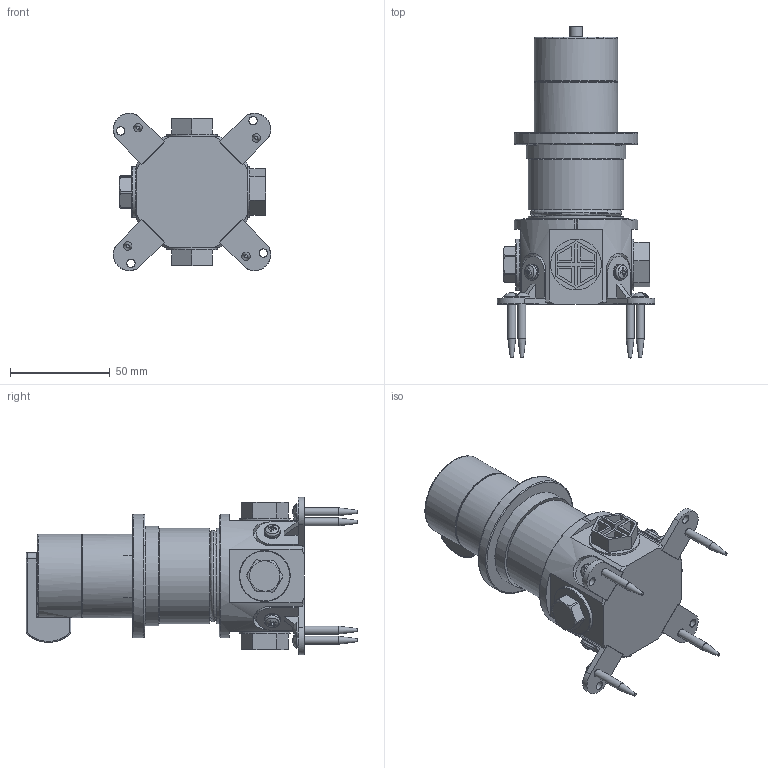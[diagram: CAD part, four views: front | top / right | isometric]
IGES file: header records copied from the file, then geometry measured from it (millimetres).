
Global section: file name: V168-T; native system: Autodesk Inventor 2018; preprocessor: unknown; author: adaniels; date: 20190708.093112; units: millimetre
Bounding box: 78.93 x 166.6 x 78.93 mm (x, y, z)
Volume: 270150.5 mm3; surface area: 119887.9 mm2
Topology: 38 solids, 38 shells, 1316 faces, 3410 edges, 2271 vertices
Faces by surface type: bspline 1316
